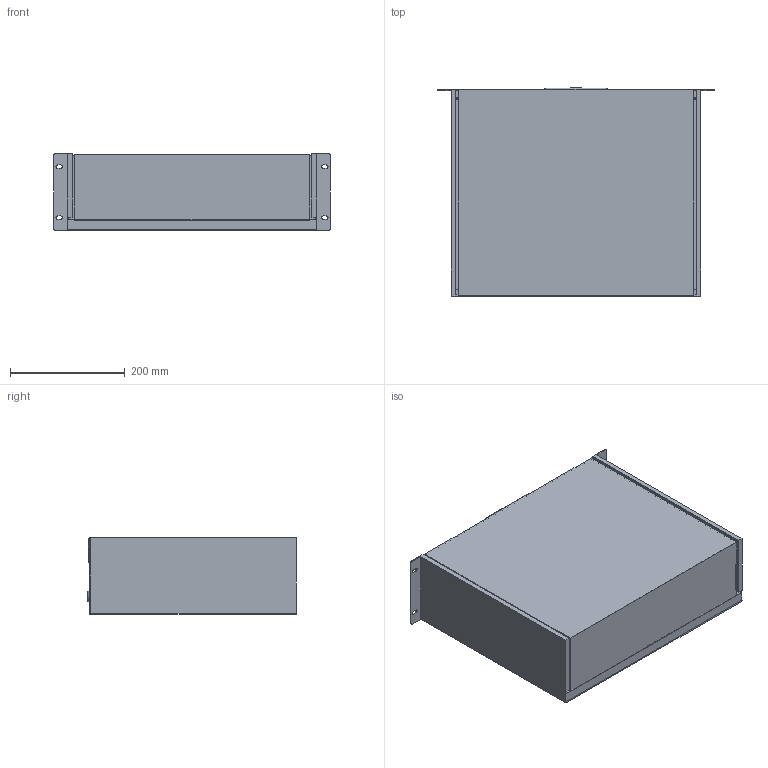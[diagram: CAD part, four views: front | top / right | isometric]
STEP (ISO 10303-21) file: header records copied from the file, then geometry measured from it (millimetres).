
FILE_DESCRIPTION (( 'STEP AP214' ), '1' );
FILE_NAME ('RP00004-4.STEP', '2019-07-16T15:58:41', ( '' ), ( '' ), 'SwSTEP 2.0', 'SolidWorks 2018', '' );
FILE_SCHEMA (( 'AUTOMOTIVE_DESIGN' ));
Length unit declared in the file: inch
Products named in the file (3): RP00004-4_2; RP00004-4_1; RP00004-4
Assembly tree (2 placements, depth 2):
  RP00004-4
    RP00004-4_1
    RP00004-4_2
Bounding box: 483.3 x 363.47 x 134.11 mm (x, y, z)
Volume: 1231921.3 mm3; surface area: 1265643.3 mm2
Topology: 2 solids, 2 shells, 133 faces, 386 edges, 250 vertices
Faces by surface type: plane 97, cylinder 30, sphere 4, cone 2
Entity records: 4867 total; most frequent: CARTESIAN_POINT 770, ORIENTED_EDGE 764, DIRECTION 722, EDGE_CURVE 382, LINE 318, VECTOR 318, VERTEX_POINT 250, AXIS2_PLACEMENT_3D 202
